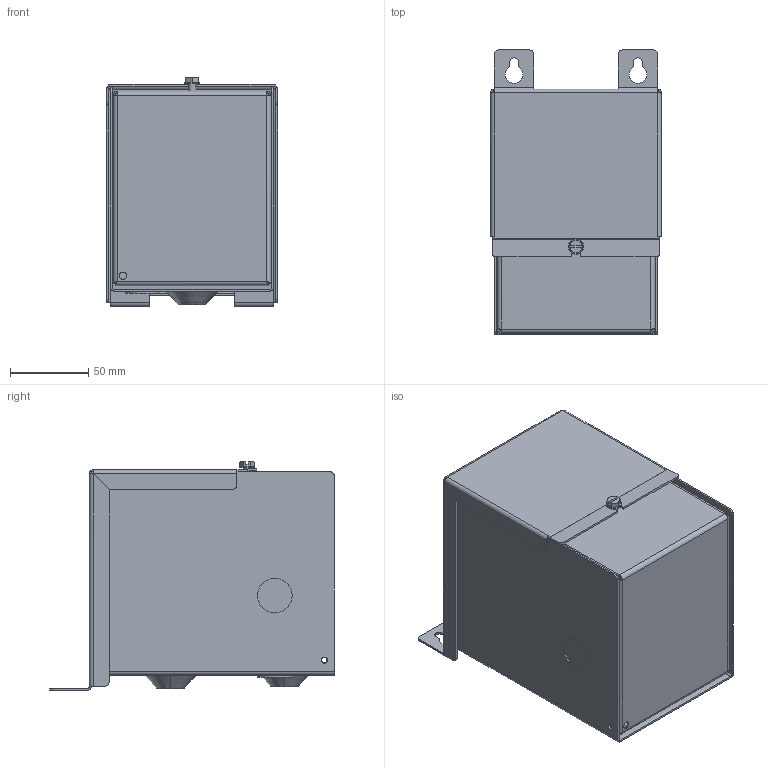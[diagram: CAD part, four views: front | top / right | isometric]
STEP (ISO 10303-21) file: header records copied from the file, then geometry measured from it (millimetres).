
FILE_DESCRIPTION (( 'STEP AP214' ), '1' );
FILE_NAME ('NQ1.STEP', '2020-12-09T12:27:36', ( '' ), ( '' ), 'SwSTEP 2.0', 'SolidWorks 2017', '' );
FILE_SCHEMA (( 'AUTOMOTIVE_DESIGN' ));
Length unit declared in the file: millimetre
Products named in the file (1): NQ1
Bounding box: 109.52 x 182.19 x 146.46 mm (x, y, z)
Volume: 137944.9 mm3; surface area: 227479.5 mm2
Topology: 4 solids, 4 shells, 271 faces, 610 edges, 360 vertices
Faces by surface type: plane 150, cylinder 91, cone 16, bspline 14
Entity records: 10896 total; most frequent: CARTESIAN_POINT 1830, DIRECTION 1262, ORIENTED_EDGE 1220, EDGE_CURVE 610, AXIS2_PLACEMENT_3D 446, VECTOR 370, LINE 370, VERTEX_POINT 360
